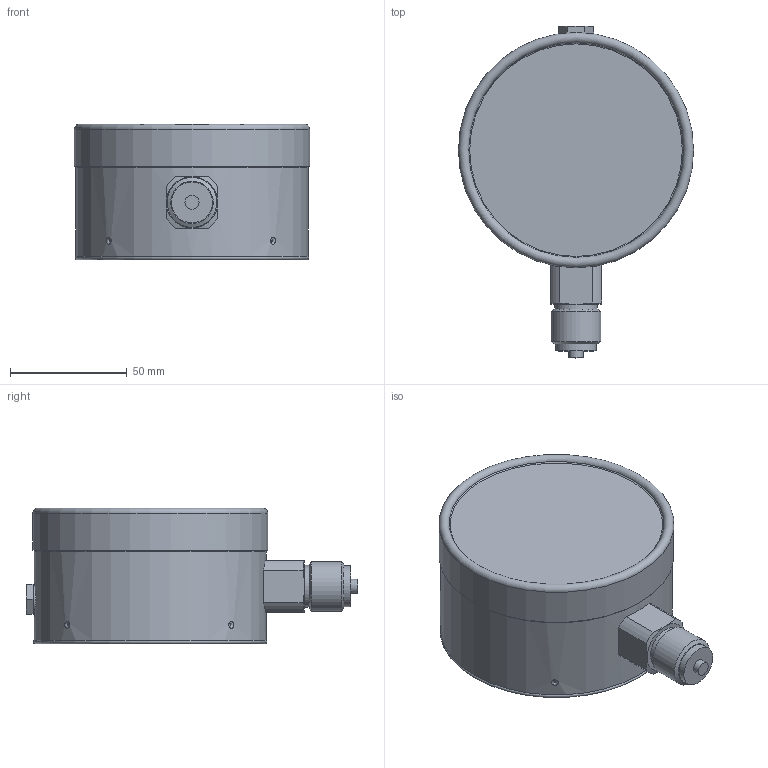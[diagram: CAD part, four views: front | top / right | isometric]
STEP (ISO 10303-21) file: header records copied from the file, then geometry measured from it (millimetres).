
FILE_DESCRIPTION(/* description */ (''),/* implementation_level */ '2;1');
FILE_NAME(/* name */ 'RF100Si_D402_854XX402.stp',/* time_stamp */ '2018-01-31T13:38:08+01:00',/* author */ ('acgl'),/* organization */ (''),/* preprocessor_version */ 'ST-DEVELOPER v15.6',/* originating_system */ 'Autodesk Inventor 2015',/* authorisation */ '');
FILE_SCHEMA (('AUTOMOTIVE_DESIGN { 1 0 10303 214 3 1 1 }'));
Length unit declared in the file: centimetre
Products named in the file (1): RF100Si_D402_854XX402
Bounding box: 100.8 x 142.25 x 58.09 mm (x, y, z)
Volume: 454795.1 mm3; surface area: 37563.5 mm2
Topology: 1 solids, 1 shells, 62 faces, 138 edges, 87 vertices
Faces by surface type: plane 21, cone 16, cylinder 11, bspline 6, torus 4, sphere 4
Full cylindrical faces by diameter (mm): 6 x1, 11.4 x1, 17.5 x1, 18 x1, 21.36 x1, 99.5 x1, 100.8 x1
Entity records: 2136 total; most frequent: CARTESIAN_POINT 875, DIRECTION 228, ORIENTED_EDGE 210, EDGE_CURVE 105, AXIS2_PLACEMENT_3D 103, EDGE_LOOP 92, VERTEX_POINT 75, STYLED_ITEM 63
